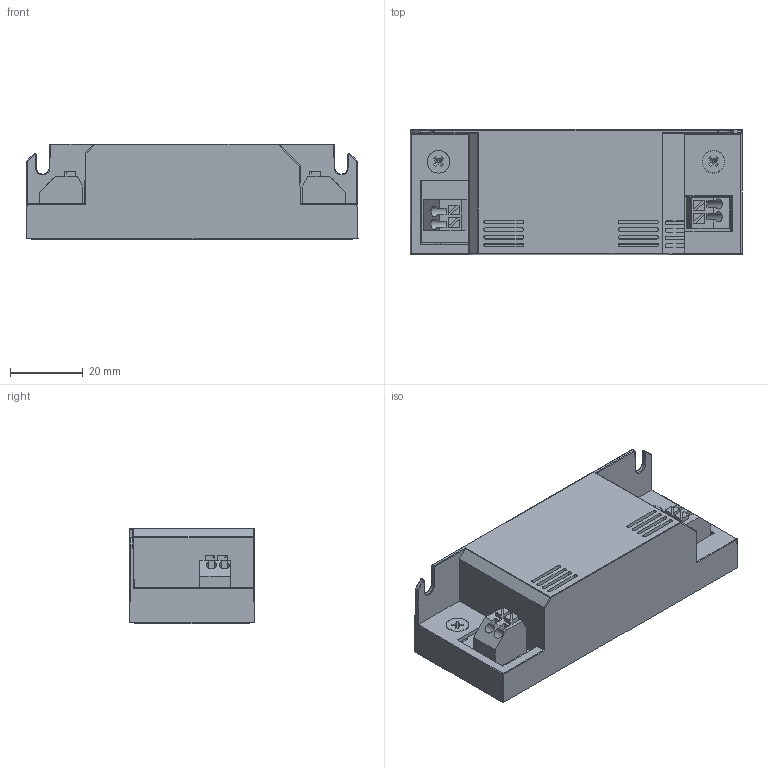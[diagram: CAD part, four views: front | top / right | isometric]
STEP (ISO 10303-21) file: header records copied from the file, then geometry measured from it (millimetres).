
FILE_DESCRIPTION(('STEP AP214'), '1');
FILE_NAME('ﾈﾏﾑ 18ﾕﾕ', '', ('UNSPECIFIED'), ('UNSPECIFIED'), 'ASCON STEP Converter 1.6', 'ASCON Math Kernel', '');
FILE_SCHEMA(('AUTOMOTIVE_DESIGN { 1 0 10303 214 3 1 1}'));
Length unit declared in the file: millimetre
Products named in the file (1): ﾈﾏﾑ 17-350T IP20 ﾎﾔﾈﾑ 1812
Bounding box: 91.3 x 34.6 x 26.3 mm (x, y, z)
Volume: 20683.8 mm3; surface area: 32606.9 mm2
Topology: 2 solids, 2 shells, 512 faces, 1491 edges, 967 vertices
Faces by surface type: plane 375, cylinder 62, cone 49, bspline 16, sphere 6, torus 4
Full cylindrical faces by diameter (mm): 2.9 x2, 3.5 x2, 5.5 x2, 6.3 x2
Entity records: 21198 total; most frequent: CARTESIAN_POINT 3632, ORIENTED_EDGE 2940, DIRECTION 2565, EDGE_CURVE 1470, LINE 1197, VECTOR 1197, VERTEX_POINT 967, AXIS2_PLACEMENT_3D 684
